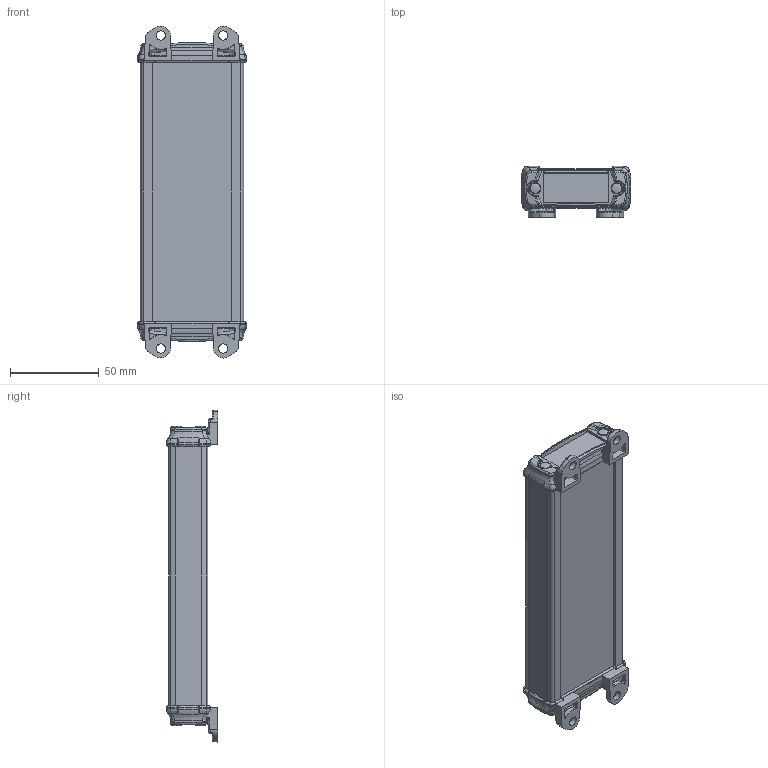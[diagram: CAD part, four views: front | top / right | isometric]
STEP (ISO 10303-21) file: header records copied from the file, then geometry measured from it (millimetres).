
FILE_DESCRIPTION((''),'2;1');
FILE_NAME('83627150.S2_ELPU 620-0150 DW.stp','2010-02-09T10:06:49',('nowak'),(''),'Autodesk Inventor 2010','Autodesk Inventor 2010','');
FILE_SCHEMA(('AUTOMOTIVE_DESIGN { 1 0 10303 214 1 1 1 1 }'));
Length unit declared in the file: millimetre
Products named in the file (5): ELPU 620-0100 DW; ELPU 620_1009051_3DSYM; ELDW 620_1009059_3D; 1003804_3Dsym; SHR Z KA30X10 WN 1412 MG_3DSYM
Assembly tree (11 placements, depth 2):
  ELPU 620-0100 DW
    ELPU 620_1009051_3DSYM
    ELDW 620_1009059_3D  x2
    1003804_3Dsym  x4
    SHR Z KA30X10 WN 1412 MG_3DSYM  x4
Bounding box: 61.93 x 29 x 187.17 mm (x, y, z)
Volume: 53194.7 mm3; surface area: 60696.1 mm2
Topology: 11 solids, 11 shells, 1472 faces, 3926 edges, 2428 vertices
Faces by surface type: bspline 464, plane 395, cylinder 343, torus 144, cone 110, sphere 16
Full cylindrical faces by diameter (mm): 2 x24, 5.3 x4, 5.6 x4, 6.4 x4
Entity records: 36640 total; most frequent: CARTESIAN_POINT 19175, ORIENTED_EDGE 3852, DIRECTION 3339, EDGE_CURVE 1926, AXIS2_PLACEMENT_3D 1298, VERTEX_POINT 1227, EDGE_LOOP 771, VECTOR 743
